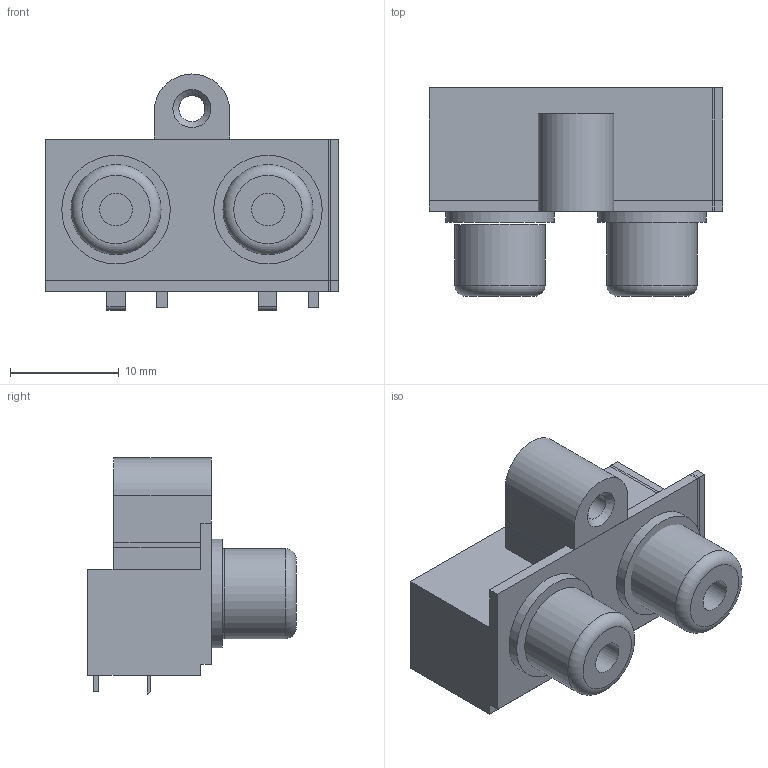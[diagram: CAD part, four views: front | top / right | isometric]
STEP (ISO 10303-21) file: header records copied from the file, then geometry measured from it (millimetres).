
FILE_DESCRIPTION(/* description */ (''),/* implementation_level */ '2;1');
FILE_NAME(/* name */ 'RCA_MJ-518A v5.step',/* time_stamp */ '2020-03-29T20:06:14+09:00',/* author */ (''),/* organization */ (''),/* preprocessor_version */ 'ST-DEVELOPER v18',/* originating_system */ 'Autodesk Translation Framework v8.12.0.6',/* authorisation */ '');
FILE_SCHEMA (('AUTOMOTIVE_DESIGN { 1 0 10303 214 3 1 1 }'));
Length unit declared in the file: millimetre
Products named in the file (1): RCA_MJ-518A
Bounding box: 27 x 19.2 x 21.76 mm (x, y, z)
Volume: 4366 mm3; surface area: 3477.8 mm2
Topology: 11 solids, 11 shells, 81 faces, 175 edges, 118 vertices
Faces by surface type: plane 67, cylinder 8, cone 2, torus 2, bspline 2
Full cylindrical faces by diameter (mm): 2.4 x1, 3 x2, 8.3 x2, 10 x2
Entity records: 2294 total; most frequent: CARTESIAN_POINT 385, DIRECTION 369, ORIENTED_EDGE 350, EDGE_CURVE 175, LINE 141, VECTOR 141, VERTEX_POINT 118, AXIS2_PLACEMENT_3D 114
